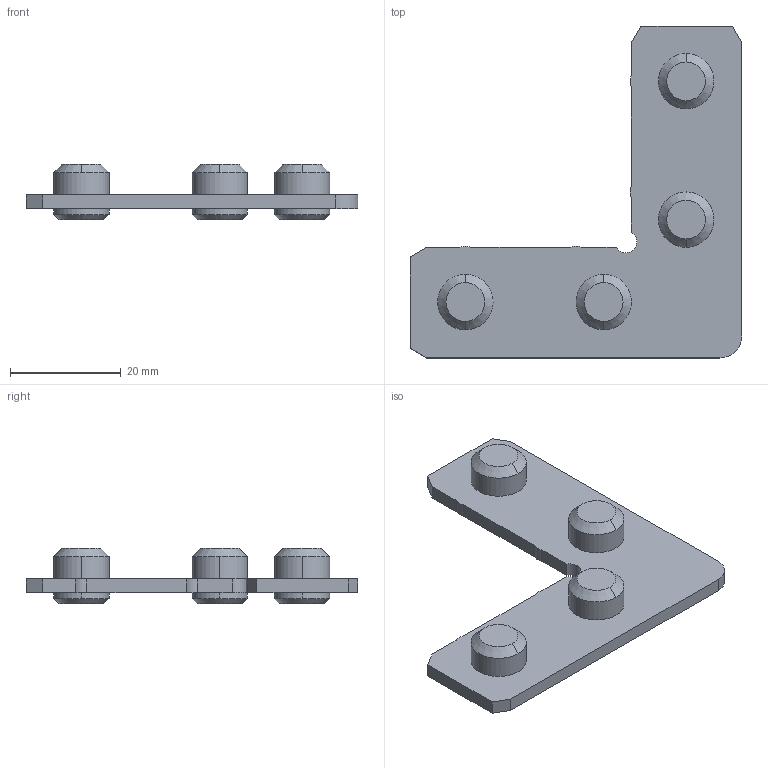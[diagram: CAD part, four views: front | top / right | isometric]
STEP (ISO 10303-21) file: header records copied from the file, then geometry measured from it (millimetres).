
FILE_DESCRIPTION(('STEP AP214'),'1');
FILE_NAME('cctmp_4B169513-0224-4F2F-9C82-F5D39A53A7FF_2023_08_31_13_37_27_0207_14116..stp','2023-08-31T11:37:27',('Bosch Rexroth AG'),('CADClick - www.CADClick.com'),'Spatial InterOp 3D',' ','unknown authorization - (Healing Option Enabled)');
FILE_SCHEMA(('AUTOMOTIVE_DESIGN'));
Length unit declared in the file: millimetre
Products named in the file (1): 2023_08_31_13_37_27_0176
Bounding box: 60 x 60 x 10 mm (x, y, z)
Volume: 6616 mm3; surface area: 5717.4 mm2
Topology: 1 solids, 1 shells, 93 faces, 237 edges, 158 vertices
Faces by surface type: plane 52, cylinder 25, cone 16
Entity records: 3601 total; most frequent: DIRECTION 507, CARTESIAN_POINT 489, ORIENTED_EDGE 474, EDGE_CURVE 237, AXIS2_PLACEMENT_3D 176, VERTEX_POINT 158, LINE 155, VECTOR 155
